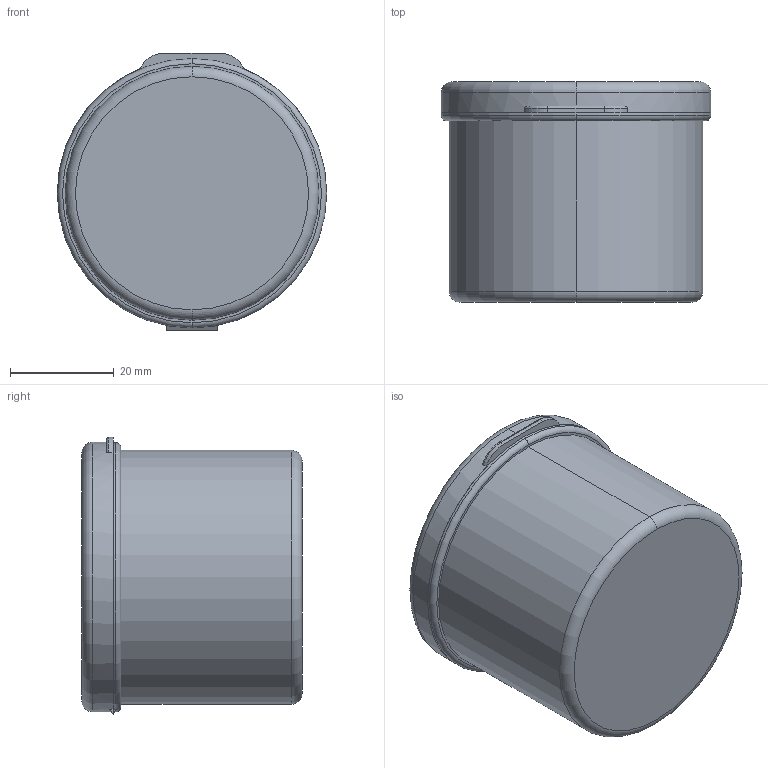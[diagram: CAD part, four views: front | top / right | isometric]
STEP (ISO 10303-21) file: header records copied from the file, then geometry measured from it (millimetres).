
FILE_DESCRIPTION (( 'STEP AP214' ), '1' );
FILE_NAME ('B173 Êîðîáêà ïëàñòèêîâàÿ, O46x40 ìì.STEP', '2020-04-06T12:45:48', ( '' ), ( '' ), 'SwSTEP 2.0', 'SolidWorks 2020', '' );
FILE_SCHEMA (( 'AUTOMOTIVE_DESIGN' ));
Length unit declared in the file: millimetre
Products named in the file (3): B173 Êîðîáêà ïëàñòèêîâàÿ, O46x40 ìì; B173 Åìêîñòü; B173 Êðûøêà
Assembly tree (2 placements, depth 2):
  B173 Êîðîáêà ïëàñòèêîâàÿ, O46x40 ìì
    B173 Åìêîñòü
    B173 Êðûøêà
Bounding box: 52 x 42.5 x 53.6 mm (x, y, z)
Volume: 11200.7 mm3; surface area: 22229.8 mm2
Topology: 3 solids, 3 shells, 58 faces, 121 edges, 76 vertices
Faces by surface type: plane 23, cylinder 21, torus 14
Entity records: 1694 total; most frequent: DIRECTION 311, CARTESIAN_POINT 288, ORIENTED_EDGE 242, AXIS2_PLACEMENT_3D 133, EDGE_CURVE 121, VERTEX_POINT 76, CIRCLE 70, EDGE_LOOP 65
